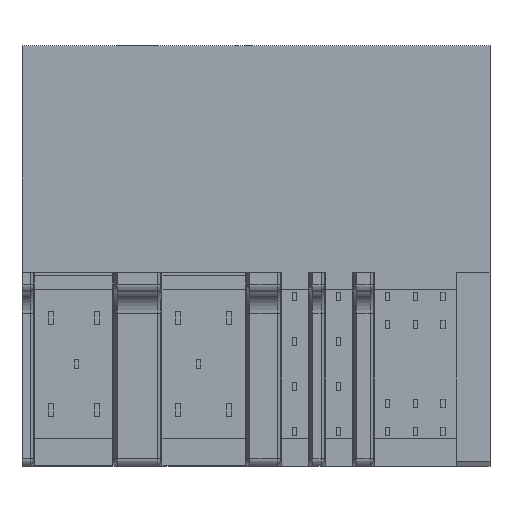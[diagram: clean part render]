
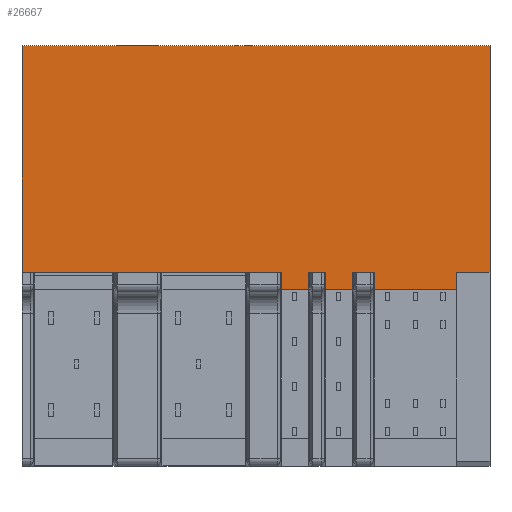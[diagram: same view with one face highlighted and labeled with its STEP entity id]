
A CAD part, front view. The second image highlights one B-rep face of the part: STEP entity #26667.
In plain terms, the highlighted planar face has unit normal (0, -1, 0).
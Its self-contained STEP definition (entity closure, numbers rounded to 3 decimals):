
#76=DIRECTION('',(0.,0.,-1.));
#77=VECTOR('',#76,22.2);
#78=CARTESIAN_POINT('',(-17.3,-10.35,16.35));
#79=LINE('',#78,#77);
#84=DIRECTION('',(1.,0.,0.));
#85=VECTOR('',#84,3.275);
#86=CARTESIAN_POINT('',(25.225,-10.35,-5.85));
#87=LINE('',#86,#85);
#92=DIRECTION('',(1.,0.,0.));
#93=VECTOR('',#92,2.15);
#94=CARTESIAN_POINT('',(15.025,-10.35,-5.85));
#95=LINE('',#94,#93);
#116=DIRECTION('',(1.,0.,0.));
#117=VECTOR('',#116,1.65);
#118=CARTESIAN_POINT('',(10.725,-10.35,-5.85));
#119=LINE('',#118,#117);
#164=DIRECTION('',(1.,0.,0.));
#165=VECTOR('',#164,25.375);
#166=CARTESIAN_POINT('',(-17.3,-10.35,-5.85));
#167=LINE('',#166,#165);
#192=DIRECTION('',(0.,0.,1.));
#193=VECTOR('',#192,1.67);
#194=CARTESIAN_POINT('',(25.225,-10.35,-7.52));
#195=LINE('',#194,#193);
#216=DIRECTION('',(0.,0.,1.));
#217=VECTOR('',#216,1.67);
#218=CARTESIAN_POINT('',(17.175,-10.35,-7.52));
#219=LINE('',#218,#217);
#244=DIRECTION('',(1.,0.,0.));
#245=VECTOR('',#244,45.8);
#246=CARTESIAN_POINT('',(-17.3,-10.35,16.35));
#247=LINE('',#246,#245);
#248=DIRECTION('',(-1.,0.,0.));
#249=VECTOR('',#248,2.65);
#250=CARTESIAN_POINT('',(15.025,-10.35,-7.52));
#251=LINE('',#250,#249);
#284=DIRECTION('',(0.,0.,-1.));
#285=VECTOR('',#284,1.67);
#286=CARTESIAN_POINT('',(10.725,-10.35,-5.85));
#287=LINE('',#286,#285);
#1336=DIRECTION('',(0.,0.,1.));
#1337=VECTOR('',#1336,1.67);
#1338=CARTESIAN_POINT('',(12.375,-10.35,-7.52));
#1339=LINE('',#1338,#1337);
#1408=DIRECTION('',(0.,0.,1.));
#1409=VECTOR('',#1408,1.67);
#1410=CARTESIAN_POINT('',(15.025,-10.35,-7.52));
#1411=LINE('',#1410,#1409);
#2972=DIRECTION('',(0.,0.,-1.));
#2973=VECTOR('',#2972,22.2);
#2974=CARTESIAN_POINT('',(28.5,-10.35,16.35));
#2975=LINE('',#2974,#2973);
#19333=DIRECTION('',(1.,0.,0.));
#19334=VECTOR('',#19333,8.05);
#19335=CARTESIAN_POINT('',(17.175,-10.35,-7.52));
#19336=LINE('',#19335,#19334);
#19613=DIRECTION('',(0.,0.,-1.));
#19614=VECTOR('',#19613,1.67);
#19615=CARTESIAN_POINT('',(8.075,-10.35,-5.85));
#19616=LINE('',#19615,#19614);
#19649=DIRECTION('',(-1.,0.,0.));
#19650=VECTOR('',#19649,2.65);
#19651=CARTESIAN_POINT('',(10.725,-10.35,-7.52));
#19652=LINE('',#19651,#19650);
#19907=CARTESIAN_POINT('',(-17.3,-10.35,16.35));
#19909=VERTEX_POINT('',#19907);
#19925=CARTESIAN_POINT('',(28.5,-10.35,16.35));
#19927=VERTEX_POINT('',#19925);
#24696=CARTESIAN_POINT('',(-17.3,-10.35,-5.85));
#24697=VERTEX_POINT('',#24696);
#24698=CARTESIAN_POINT('',(28.5,-10.35,-5.85));
#24699=VERTEX_POINT('',#24698);
#25031=CARTESIAN_POINT('',(25.225,-10.35,-7.52));
#25033=VERTEX_POINT('',#25031);
#25043=CARTESIAN_POINT('',(17.175,-10.35,-7.52));
#25045=VERTEX_POINT('',#25043);
#25055=CARTESIAN_POINT('',(25.225,-10.35,-5.85));
#25057=VERTEX_POINT('',#25055);
#25059=CARTESIAN_POINT('',(17.175,-10.35,-5.85));
#25061=VERTEX_POINT('',#25059);
#25484=CARTESIAN_POINT('',(15.025,-10.35,-7.52));
#25485=VERTEX_POINT('',#25484);
#25496=CARTESIAN_POINT('',(12.375,-10.35,-7.52));
#25497=VERTEX_POINT('',#25496);
#25502=CARTESIAN_POINT('',(15.025,-10.35,-5.85));
#25504=VERTEX_POINT('',#25502);
#25506=CARTESIAN_POINT('',(12.375,-10.35,-5.85));
#25508=VERTEX_POINT('',#25506);
#25518=CARTESIAN_POINT('',(10.725,-10.35,-7.52));
#25520=VERTEX_POINT('',#25518);
#25530=CARTESIAN_POINT('',(8.075,-10.35,-7.52));
#25532=VERTEX_POINT('',#25530);
#25546=CARTESIAN_POINT('',(10.725,-10.35,-5.85));
#25548=VERTEX_POINT('',#25546);
#25550=CARTESIAN_POINT('',(8.075,-10.35,-5.85));
#25552=VERTEX_POINT('',#25550);
#26635=CARTESIAN_POINT('',(-17.3,-10.35,16.35));
#26636=DIRECTION('',(0.,-1.,0.));
#26637=DIRECTION('',(0.,0.,-1.));
#26638=AXIS2_PLACEMENT_3D('',#26635,#26636,#26637);
#26639=PLANE('',#26638);
#26640=ORIENTED_EDGE('',*,*,#26487,.F.);
#26642=ORIENTED_EDGE('',*,*,#26641,.T.);
#26644=ORIENTED_EDGE('',*,*,#26643,.T.);
#26646=ORIENTED_EDGE('',*,*,#26645,.F.);
#26647=ORIENTED_EDGE('',*,*,#26548,.F.);
#26648=ORIENTED_EDGE('',*,*,#26431,.F.);
#26650=ORIENTED_EDGE('',*,*,#26649,.T.);
#26652=ORIENTED_EDGE('',*,*,#26651,.T.);
#26653=ORIENTED_EDGE('',*,*,#26443,.F.);
#26654=ORIENTED_EDGE('',*,*,#26575,.F.);
#26656=ORIENTED_EDGE('',*,*,#26655,.F.);
#26657=ORIENTED_EDGE('',*,*,#26615,.T.);
#26658=ORIENTED_EDGE('',*,*,#26459,.F.);
#26660=ORIENTED_EDGE('',*,*,#26659,.F.);
#26662=ORIENTED_EDGE('',*,*,#26661,.T.);
#26664=ORIENTED_EDGE('',*,*,#26663,.T.);
#26665=EDGE_LOOP('',(#26640,#26642,#26644,#26646,#26647,#26648,#26650,#26652,
#26653,#26654,#26656,#26657,#26658,#26660,#26662,#26664));
#26666=FACE_OUTER_BOUND('',#26665,.F.);
#26431=EDGE_CURVE('',#19909,#24697,#79,.T.);
#26443=EDGE_CURVE('',#25057,#24699,#87,.T.);
#26459=EDGE_CURVE('',#25504,#25061,#95,.T.);
#26487=EDGE_CURVE('',#25548,#25508,#119,.T.);
#26548=EDGE_CURVE('',#24697,#25552,#167,.T.);
#26575=EDGE_CURVE('',#25033,#25057,#195,.T.);
#26615=EDGE_CURVE('',#25045,#25061,#219,.T.);
#26641=EDGE_CURVE('',#25548,#25520,#287,.T.);
#26643=EDGE_CURVE('',#25520,#25532,#19652,.T.);
#26645=EDGE_CURVE('',#25552,#25532,#19616,.T.);
#26649=EDGE_CURVE('',#19909,#19927,#247,.T.);
#26651=EDGE_CURVE('',#19927,#24699,#2975,.T.);
#26655=EDGE_CURVE('',#25045,#25033,#19336,.T.);
#26659=EDGE_CURVE('',#25485,#25504,#1411,.T.);
#26661=EDGE_CURVE('',#25485,#25497,#251,.T.);
#26663=EDGE_CURVE('',#25497,#25508,#1339,.T.);
#26667=ADVANCED_FACE('',(#26666),#26639,.T.);
